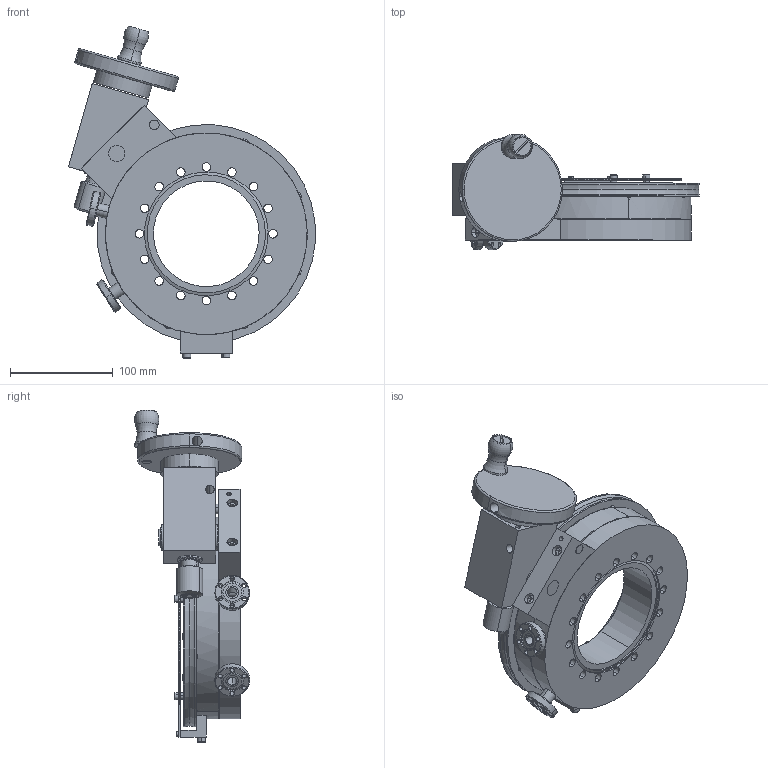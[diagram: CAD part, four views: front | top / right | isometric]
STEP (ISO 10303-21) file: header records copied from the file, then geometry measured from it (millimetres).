
FILE_DESCRIPTION (( 'STEP AP214' ), '1' );
FILE_NAME ('RNN-400_FA STEP 214.STEP', '2012-10-19T15:40:31', ( 'My Thermionics' ), ( '' ), 'SwSTEP 2.0', 'SolidWorks 2010', '' );
FILE_SCHEMA (( 'AUTOMOTIVE_DESIGN' ));
Length unit declared in the file: inch
Products named in the file (1): RNN-400_FA STEP 214
Bounding box: 240.92 x 112.29 x 323.92 mm (x, y, z)
Surface area: 252365 mm2 (no closed solid volume)
Topology: 0 solids, 73 shells, 1053 faces, 5250 edges, 3849 vertices
Faces by surface type: plane 681, cylinder 258, cone 96, torus 18
Entity records: 66644 total; most frequent: CARTESIAN_POINT 11375, DIRECTION 8799, ORIENTED_EDGE 7621, EDGE_CURVE 5228, VERTEX_POINT 3849, LINE 3625, VECTOR 3625, AXIS2_PLACEMENT_3D 2587
